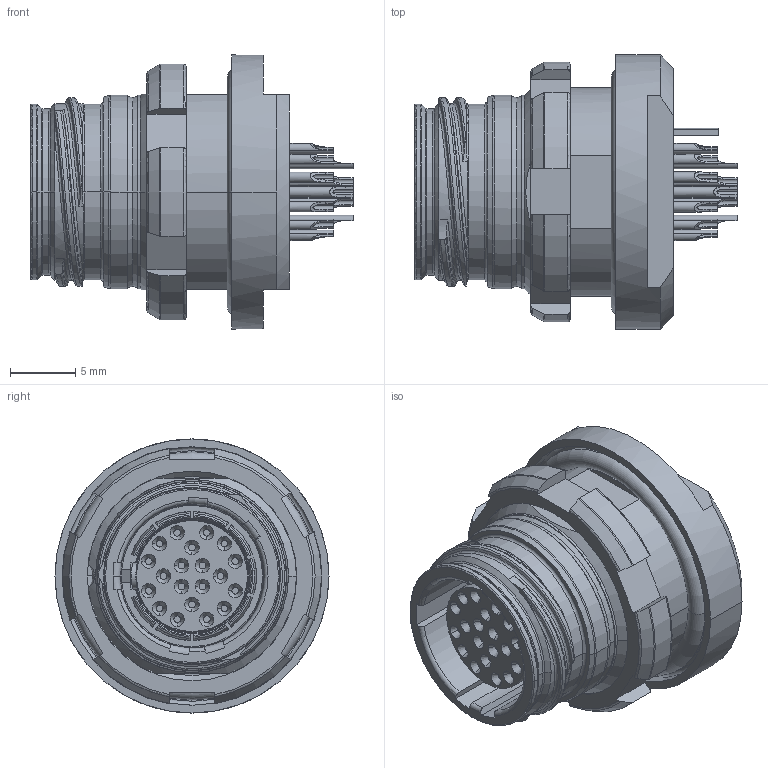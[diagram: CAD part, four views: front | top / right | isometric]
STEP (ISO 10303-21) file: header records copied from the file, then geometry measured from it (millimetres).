
FILE_DESCRIPTION((''),'2;1');
FILE_NAME('GKTAAT0-ED20WN-LS00_OHNE_NUTMUT_ASM','2023-08-21T10:01:19',('FHeitzinger'),(''),'CREO PARAMETRIC BY PTC INC, 2022014','CREO PARAMETRIC BY PTC INC, 2022014','');
FILE_SCHEMA(('AP242_MANAGED_MODEL_BASED_3D_ENGINEERING_MIM_LF { 1 0 10303 442 1 1 4 }'));
Length unit declared in the file: millimetre
Products named in the file (5): Z10403597_1_1; Z10403597_1_2; Z10403597_1_ASM; 00141237; GKTAAT0-ED20WN-LS00_OHNE_NUTMUT_ASM
Assembly tree (4 placements, depth 3):
  GKTAAT0-ED20WN-LS00_OHNE_NUTMUT_ASM
    Z10403597_1_ASM
      Z10403597_1_1
      Z10403597_1_2
    00141237
Bounding box: 24.7 x 21 x 21 mm (x, y, z)
Volume: 3810.9 mm3; surface area: 3942.1 mm2
Topology: 3 solids, 3 shells, 641 faces, 1762 edges, 1136 vertices
Faces by surface type: plane 197, cylinder 177, cone 143, torus 99, bspline 24, sphere 1
Entity records: 28702 total; most frequent: CARTESIAN_POINT 8094, ORIENTED_EDGE 3444, DIRECTION 3199, EDGE_CURVE 1722, AXIS2_PLACEMENT_3D 1278, VERTEX_POINT 1136, PRESENTATION_STYLE_ASSIGNMENT 723, STYLED_ITEM 723
